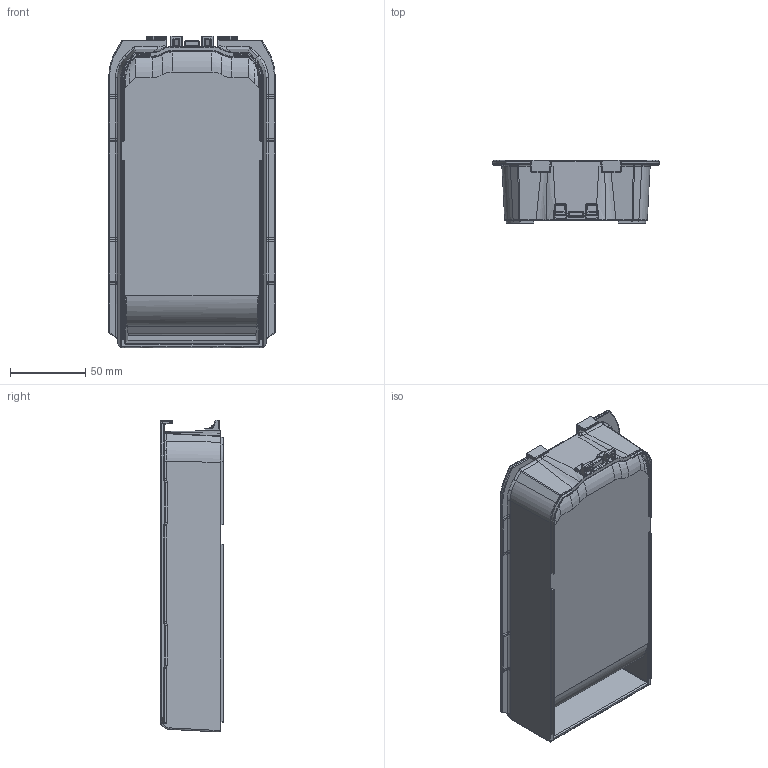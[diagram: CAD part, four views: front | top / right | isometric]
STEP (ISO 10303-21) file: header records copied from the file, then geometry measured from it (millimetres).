
FILE_DESCRIPTION (( 'STEP AP214' ), '1' );
FILE_NAME ('061MGC2K291H.STEP', '2016-10-26T08:52:44', ( '' ), ( '' ), 'SwSTEP 2.0', 'SolidWorks 2016', '' );
FILE_SCHEMA (( 'AUTOMOTIVE_DESIGN' ));
Length unit declared in the file: millimetre
Products named in the file (4): 340ME489_340ME489; 061ML22_061ML22; 061MGC2K291HR01_061MGC2K291HR01; 061MGC2K291H
Assembly tree (3 placements, depth 2):
  061MGC2K291H
    061MGC2K291HR01_061MGC2K291HR01
    061ML22_061ML22
    340ME489_340ME489
Bounding box: 110.63 x 42 x 207.57 mm (x, y, z)
Volume: 134889.8 mm3; surface area: 99395.2 mm2
Topology: 3 solids, 3 shells, 1160 faces, 2815 edges, 1557 vertices
Faces by surface type: cylinder 469, bspline 356, plane 214, sphere 95, torus 20, cone 6
Entity records: 40493 total; most frequent: CARTESIAN_POINT 17120, ORIENTED_EDGE 5404, DIRECTION 4307, EDGE_CURVE 2702, AXIS2_PLACEMENT_3D 1628, VERTEX_POINT 1553, EDGE_LOOP 1165, ADVANCED_FACE 1160
